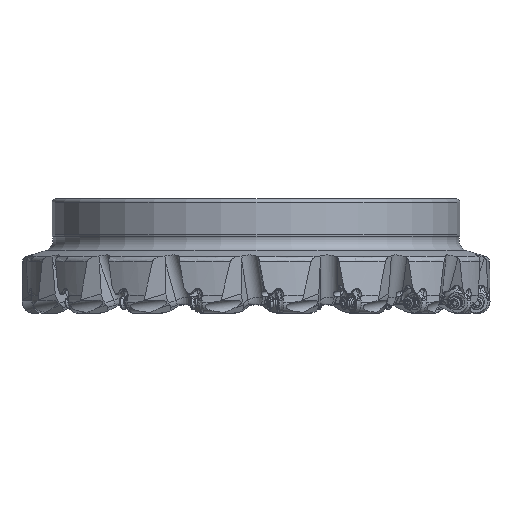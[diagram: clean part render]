
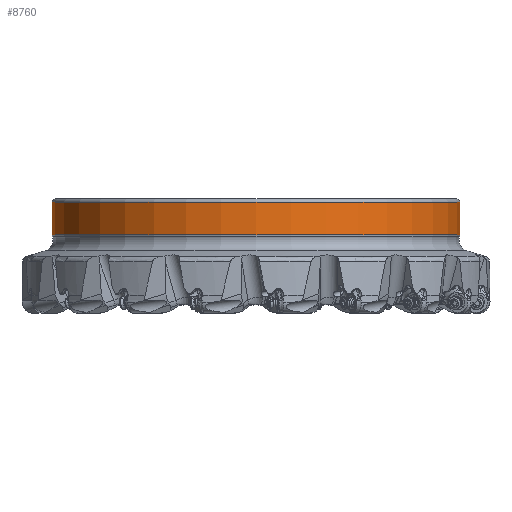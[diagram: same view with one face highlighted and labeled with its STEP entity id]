
A CAD part, front view. The second image highlights one B-rep face of the part: STEP entity #8760.
In plain terms, the highlighted cylindrical face has radius 109.995 mm (diameter 219.989 mm), a partial arc.
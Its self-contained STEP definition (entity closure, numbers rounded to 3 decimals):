
#1104=LINE('',#181714,#2546);
#1105=LINE('',#181718,#2547);
#2546=VECTOR('',#50319,1.);
#2547=VECTOR('',#50322,1.);
#4222=CYLINDRICAL_SURFACE('',#42882,109.995);
#6532=FACE_OUTER_BOUND('',#11612,.T.);
#8760=ADVANCED_FACE('',(#6532),#4222,.T.);
#11612=EDGE_LOOP('',(#24295,#24296,#24297,#24298));
#24295=ORIENTED_EDGE('',*,*,#36435,.F.);
#24296=ORIENTED_EDGE('',*,*,#36436,.F.);
#24297=ORIENTED_EDGE('',*,*,#36437,.F.);
#24298=ORIENTED_EDGE('',*,*,#36434,.F.);
#30778=VERTEX_POINT('',#181709);
#30779=VERTEX_POINT('',#181711);
#30780=VERTEX_POINT('',#181715);
#30781=VERTEX_POINT('',#181717);
#36434=EDGE_CURVE('',#30779,#30778,#38963,.T.);
#36435=EDGE_CURVE('',#30780,#30779,#1104,.T.);
#36436=EDGE_CURVE('',#30781,#30780,#38964,.T.);
#36437=EDGE_CURVE('',#30778,#30781,#1105,.T.);
#38963=CIRCLE('',#42879,109.995);
#38964=CIRCLE('',#42881,109.995);
#42879=AXIS2_PLACEMENT_3D('',#181712,#50315,#50316);
#42881=AXIS2_PLACEMENT_3D('',#181716,#50320,#50321);
#42882=AXIS2_PLACEMENT_3D('',#181719,#50323,#50324);
#50315=DIRECTION('',(0.,0.,-1.));
#50316=DIRECTION('',(1.,0.,0.));
#50319=DIRECTION('',(0.,0.,-1.));
#50320=DIRECTION('',(0.,0.,1.));
#50321=DIRECTION('',(-1.,0.,0.));
#50322=DIRECTION('',(0.,0.,1.));
#50323=DIRECTION('',(0.,0.,-1.));
#50324=DIRECTION('',(-1.,0.,0.));
#181709=CARTESIAN_POINT('',(-109.995,0.,-19.44));
#181711=CARTESIAN_POINT('',(109.995,0.,-19.44));
#181712=CARTESIAN_POINT('',(0.,0.,-19.44));
#181714=CARTESIAN_POINT('',(109.995,0.,-2.));
#181715=CARTESIAN_POINT('',(109.995,0.,-2.));
#181716=CARTESIAN_POINT('',(0.,0.,-2.));
#181717=CARTESIAN_POINT('',(-109.995,0.,-2.));
#181718=CARTESIAN_POINT('',(-109.995,0.,-19.44));
#181719=CARTESIAN_POINT('',(0.,0.,-1.651));
